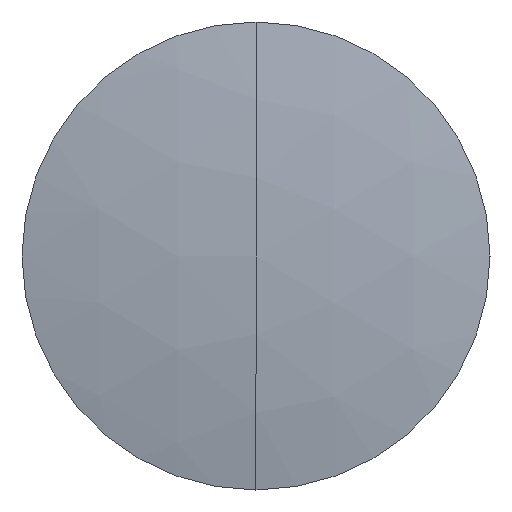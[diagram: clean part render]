
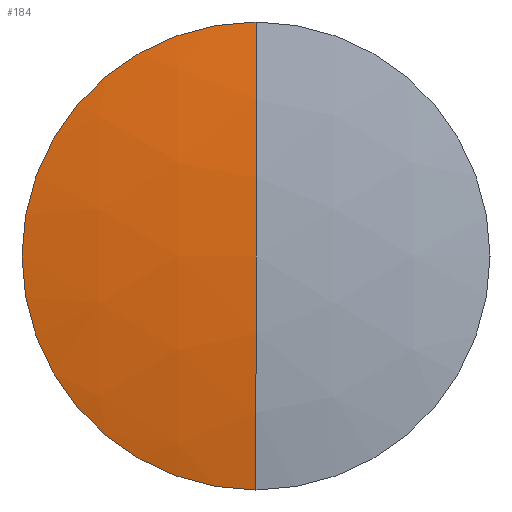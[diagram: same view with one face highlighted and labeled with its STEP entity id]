
A CAD part, left-side view. The second image highlights one B-rep face of the part: STEP entity #184.
In plain terms, the highlighted spherical face has radius 134 mm.
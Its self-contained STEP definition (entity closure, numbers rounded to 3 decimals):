
#5 = DIRECTION ( 'NONE',  ( 0., 0., -1. ) ) ;
#13 = DIRECTION ( 'NONE',  ( 0., 1., 0. ) ) ;
#33 = CIRCLE ( 'NONE', #190, 134. ) ;
#70 = ORIENTED_EDGE ( 'NONE', *, *, #284, .T. ) ;
#91 = CARTESIAN_POINT ( 'NONE',  ( 561.21, 0., 25.4 ) ) ;
#109 = CARTESIAN_POINT ( 'NONE',  ( 561.21, 0., 0. ) ) ;
#112 = EDGE_LOOP ( 'NONE', ( #240, #70, #318 ) ) ;
#123 = VERTEX_POINT ( 'NONE', #286 ) ;
#124 = CIRCLE ( 'NONE', #126, 134. ) ;
#126 = AXIS2_PLACEMENT_3D ( 'NONE', #181, #235, #236 ) ;
#144 = DIRECTION ( 'NONE',  ( 0., 0., 1. ) ) ;
#150 = CIRCLE ( 'NONE', #335, 25.4 ) ;
#161 = VERTEX_POINT ( 'NONE', #237 ) ;
#181 = CARTESIAN_POINT ( 'NONE',  ( 692.781, 0., 0. ) ) ;
#184 = ADVANCED_FACE ( 'NONE', ( #280 ), #313, .T. ) ;
#185 = DIRECTION ( 'NONE',  ( -1., 0., 0. ) ) ;
#190 = AXIS2_PLACEMENT_3D ( 'NONE', #247, #303, #5 ) ;
#214 = EDGE_CURVE ( 'NONE', #264, #123, #150, .T. ) ;
#235 = DIRECTION ( 'NONE',  ( 0., 1., 0. ) ) ;
#236 = DIRECTION ( 'NONE',  ( 0., 0., 1. ) ) ;
#237 = CARTESIAN_POINT ( 'NONE',  ( 558.781, 0., 0. ) ) ;
#240 = ORIENTED_EDGE ( 'NONE', *, *, #214, .T. ) ;
#247 = CARTESIAN_POINT ( 'NONE',  ( 692.781, 0., 0. ) ) ;
#261 = DIRECTION ( 'NONE',  ( 0., 0., 1. ) ) ;
#264 = VERTEX_POINT ( 'NONE', #91 ) ;
#280 = FACE_OUTER_BOUND ( 'NONE', #112, .T. ) ;
#284 = EDGE_CURVE ( 'NONE', #123, #161, #124, .T. ) ;
#286 = CARTESIAN_POINT ( 'NONE',  ( 561.21, 0., -25.4 ) ) ;
#303 = DIRECTION ( 'NONE',  ( 0., -1., 0. ) ) ;
#304 = EDGE_CURVE ( 'NONE', #264, #161, #33, .T. ) ;
#313 = SPHERICAL_SURFACE ( 'NONE', #319, 134. ) ;
#318 = ORIENTED_EDGE ( 'NONE', *, *, #304, .F. ) ;
#319 = AXIS2_PLACEMENT_3D ( 'NONE', #327, #13, #261 ) ;
#327 = CARTESIAN_POINT ( 'NONE',  ( 692.781, 0., 0. ) ) ;
#335 = AXIS2_PLACEMENT_3D ( 'NONE', #109, #185, #144 ) ;
